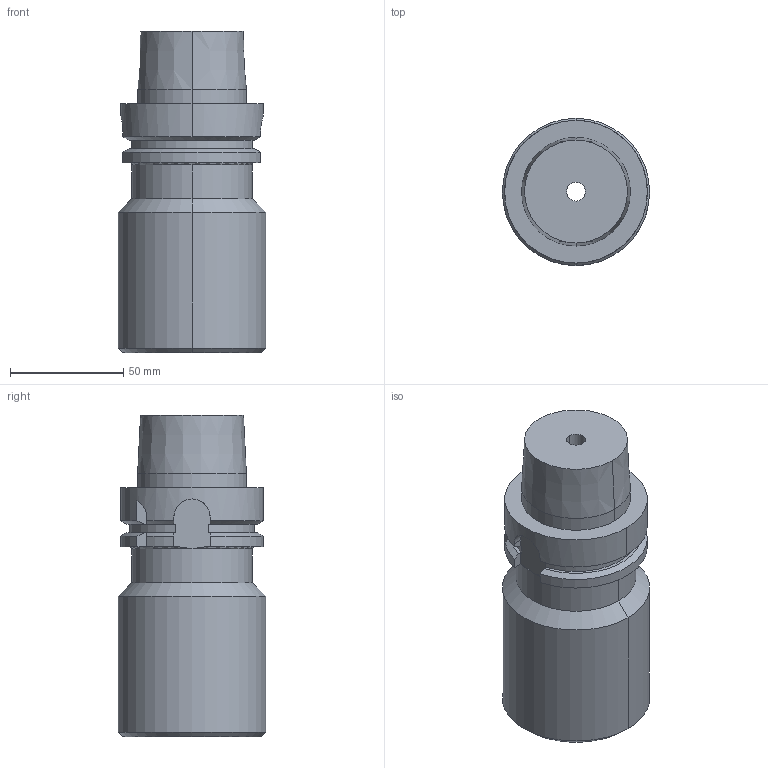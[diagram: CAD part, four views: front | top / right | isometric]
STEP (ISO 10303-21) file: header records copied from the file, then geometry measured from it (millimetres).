
FILE_DESCRIPTION((''),'2;1');
FILE_NAME('10842340','2018-12-17T13:36:10',('piechottad'),(''),'CREO PARAMETRIC BY PTC INC, 2017380','CREO PARAMETRIC BY PTC INC, 2017380','');
FILE_SCHEMA(('AUTOMOTIVE_DESIGN { 1 0 10303 214 1 1 1 1 }'));
Length unit declared in the file: millimetre
Products named in the file (1): 10842340
Bounding box: 65 x 65 x 142 mm (x, y, z)
Volume: 278853.2 mm3; surface area: 46547.2 mm2
Topology: 1 solids, 1 shells, 58 faces, 164 edges, 111 vertices
Faces by surface type: plane 24, cylinder 20, cone 12, torus 2
Entity records: 2936 total; most frequent: CARTESIAN_POINT 485, DIRECTION 353, ORIENTED_EDGE 304, PRESENTATION_STYLE_ASSIGNMENT 187, STYLED_ITEM 187, CURVE_STYLE 186, EDGE_CURVE 152, AXIS2_PLACEMENT_3D 128
